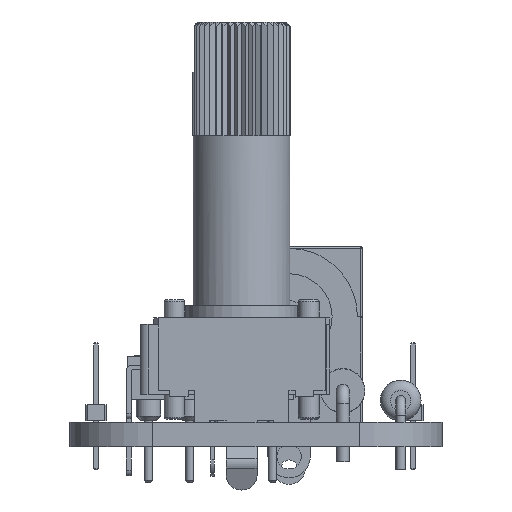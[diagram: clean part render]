
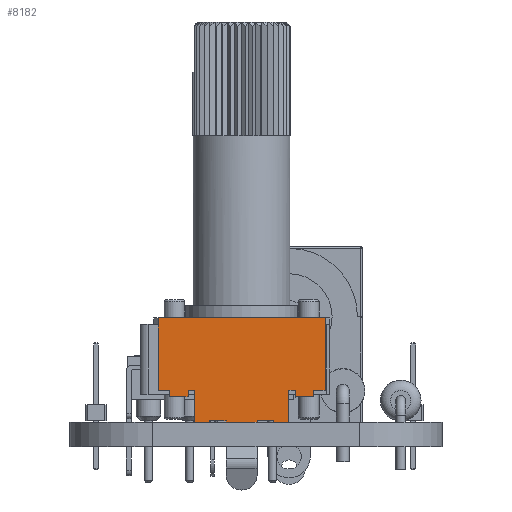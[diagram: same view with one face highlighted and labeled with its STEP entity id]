
A CAD part, front view. The second image highlights one B-rep face of the part: STEP entity #8182.
In plain terms, the highlighted face is planar.
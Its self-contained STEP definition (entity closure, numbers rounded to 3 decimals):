
#7239 = VERTEX_POINT('',#7240);
#7240 = CARTESIAN_POINT('',(4.821,2.545,-5.551));
#7321 = VERTEX_POINT('',#7322);
#7322 = CARTESIAN_POINT('',(4.821,2.545,4.711));
#7328 = EDGE_CURVE('',#7321,#7239,#7329,.T.);
#7329 = LINE('',#7330,#7331);
#7330 = CARTESIAN_POINT('',(4.821,2.545,-5.551));
#7331 = VECTOR('',#7332,1.);
#7332 = DIRECTION('',(-0.,-0.,-1.));
#8164 = VERTEX_POINT('',#8165);
#8165 = CARTESIAN_POINT('',(4.821,-1.906,4.711));
#8171 = EDGE_CURVE('',#7321,#8164,#8172,.T.);
#8172 = LINE('',#8173,#8174);
#8173 = CARTESIAN_POINT('',(4.821,2.545,4.711));
#8174 = VECTOR('',#8175,1.);
#8175 = DIRECTION('',(-0.,-1.,-0.));
#8182 = ADVANCED_FACE('',(#8183),#8361,.F.);
#8183 = FACE_BOUND('',#8184,.T.);
#8184 = EDGE_LOOP('',(#8185,#8195,#8203,#8211,#8219,#8227,#8235,#8243,
    #8251,#8259,#8267,#8275,#8283,#8289,#8290,#8291,#8299,#8307,#8315,
    #8323,#8331,#8339,#8347,#8355));
#8185 = ORIENTED_EDGE('',*,*,#8186,.T.);
#8186 = EDGE_CURVE('',#8187,#8189,#8191,.T.);
#8187 = VERTEX_POINT('',#8188);
#8188 = CARTESIAN_POINT('',(4.821,-3.783,0.531));
#8189 = VERTEX_POINT('',#8190);
#8190 = CARTESIAN_POINT('',(4.821,-4.675,0.531));
#8191 = LINE('',#8192,#8193);
#8192 = CARTESIAN_POINT('',(4.821,-3.783,0.531));
#8193 = VECTOR('',#8194,1.);
#8194 = DIRECTION('',(0.,-1.,0.));
#8195 = ORIENTED_EDGE('',*,*,#8196,.T.);
#8196 = EDGE_CURVE('',#8189,#8197,#8199,.T.);
#8197 = VERTEX_POINT('',#8198);
#8198 = CARTESIAN_POINT('',(4.821,-4.675,-1.371));
#8199 = LINE('',#8200,#8201);
#8200 = CARTESIAN_POINT('',(4.821,-4.675,-5.551));
#8201 = VECTOR('',#8202,1.);
#8202 = DIRECTION('',(-0.,-0.,-1.));
#8203 = ORIENTED_EDGE('',*,*,#8204,.T.);
#8204 = EDGE_CURVE('',#8197,#8205,#8207,.T.);
#8205 = VERTEX_POINT('',#8206);
#8206 = CARTESIAN_POINT('',(4.821,-3.783,-1.371));
#8207 = LINE('',#8208,#8209);
#8208 = CARTESIAN_POINT('',(4.821,-7.073,-1.371));
#8209 = VECTOR('',#8210,1.);
#8210 = DIRECTION('',(0.,1.,0.));
#8211 = ORIENTED_EDGE('',*,*,#8212,.T.);
#8212 = EDGE_CURVE('',#8205,#8213,#8215,.T.);
#8213 = VERTEX_POINT('',#8214);
#8214 = CARTESIAN_POINT('',(4.821,-3.783,-2.393));
#8215 = LINE('',#8216,#8217);
#8216 = CARTESIAN_POINT('',(4.821,-3.783,-1.371));
#8217 = VECTOR('',#8218,1.);
#8218 = DIRECTION('',(0.,0.,-1.));
#8219 = ORIENTED_EDGE('',*,*,#8220,.T.);
#8220 = EDGE_CURVE('',#8213,#8221,#8223,.T.);
#8221 = VERTEX_POINT('',#8222);
#8222 = CARTESIAN_POINT('',(4.821,-4.277,-2.393));
#8223 = LINE('',#8224,#8225);
#8224 = CARTESIAN_POINT('',(4.821,-3.783,-2.393));
#8225 = VECTOR('',#8226,1.);
#8226 = DIRECTION('',(0.,-1.,0.));
#8227 = ORIENTED_EDGE('',*,*,#8228,.T.);
#8228 = EDGE_CURVE('',#8221,#8229,#8231,.T.);
#8229 = VERTEX_POINT('',#8230);
#8230 = CARTESIAN_POINT('',(4.821,-4.277,-3.332));
#8231 = LINE('',#8232,#8233);
#8232 = CARTESIAN_POINT('',(4.821,-4.277,-2.393));
#8233 = VECTOR('',#8234,1.);
#8234 = DIRECTION('',(0.,0.,-1.));
#8235 = ORIENTED_EDGE('',*,*,#8236,.T.);
#8236 = EDGE_CURVE('',#8229,#8237,#8239,.T.);
#8237 = VERTEX_POINT('',#8238);
#8238 = CARTESIAN_POINT('',(4.821,-1.906,-3.332));
#8239 = LINE('',#8240,#8241);
#8240 = CARTESIAN_POINT('',(4.821,-4.277,-3.332));
#8241 = VECTOR('',#8242,1.);
#8242 = DIRECTION('',(0.,1.,0.));
#8243 = ORIENTED_EDGE('',*,*,#8244,.T.);
#8244 = EDGE_CURVE('',#8237,#8245,#8247,.T.);
#8245 = VERTEX_POINT('',#8246);
#8246 = CARTESIAN_POINT('',(4.821,-1.906,-3.708));
#8247 = LINE('',#8248,#8249);
#8248 = CARTESIAN_POINT('',(4.821,-1.906,-3.332));
#8249 = VECTOR('',#8250,1.);
#8250 = DIRECTION('',(0.,0.,-1.));
#8251 = ORIENTED_EDGE('',*,*,#8252,.T.);
#8252 = EDGE_CURVE('',#8245,#8253,#8255,.T.);
#8253 = VERTEX_POINT('',#8254);
#8254 = CARTESIAN_POINT('',(4.821,-2.295,-3.708));
#8255 = LINE('',#8256,#8257);
#8256 = CARTESIAN_POINT('',(4.821,-1.906,-3.708));
#8257 = VECTOR('',#8258,1.);
#8258 = DIRECTION('',(0.,-1.,0.));
#8259 = ORIENTED_EDGE('',*,*,#8260,.T.);
#8260 = EDGE_CURVE('',#8253,#8261,#8263,.T.);
#8261 = VERTEX_POINT('',#8262);
#8262 = CARTESIAN_POINT('',(4.821,-2.295,-4.834));
#8263 = LINE('',#8264,#8265);
#8264 = CARTESIAN_POINT('',(4.821,-2.295,-3.708));
#8265 = VECTOR('',#8266,1.);
#8266 = DIRECTION('',(0.,0.,-1.));
#8267 = ORIENTED_EDGE('',*,*,#8268,.T.);
#8268 = EDGE_CURVE('',#8261,#8269,#8271,.T.);
#8269 = VERTEX_POINT('',#8270);
#8270 = CARTESIAN_POINT('',(4.821,-1.906,-4.834));
#8271 = LINE('',#8272,#8273);
#8272 = CARTESIAN_POINT('',(4.821,-2.295,-4.834));
#8273 = VECTOR('',#8274,1.);
#8274 = DIRECTION('',(0.,1.,0.));
#8275 = ORIENTED_EDGE('',*,*,#8276,.T.);
#8276 = EDGE_CURVE('',#8269,#8277,#8279,.T.);
#8277 = VERTEX_POINT('',#8278);
#8278 = CARTESIAN_POINT('',(4.821,-1.906,-5.551));
#8279 = LINE('',#8280,#8281);
#8280 = CARTESIAN_POINT('',(4.821,-1.906,-4.834));
#8281 = VECTOR('',#8282,1.);
#8282 = DIRECTION('',(0.,0.,-1.));
#8283 = ORIENTED_EDGE('',*,*,#8284,.F.);
#8284 = EDGE_CURVE('',#7239,#8277,#8285,.T.);
#8285 = LINE('',#8286,#8287);
#8286 = CARTESIAN_POINT('',(4.821,2.545,-5.551));
#8287 = VECTOR('',#8288,1.);
#8288 = DIRECTION('',(-0.,-1.,-0.));
#8289 = ORIENTED_EDGE('',*,*,#7328,.F.);
#8290 = ORIENTED_EDGE('',*,*,#8171,.T.);
#8291 = ORIENTED_EDGE('',*,*,#8292,.T.);
#8292 = EDGE_CURVE('',#8164,#8293,#8295,.T.);
#8293 = VERTEX_POINT('',#8294);
#8294 = CARTESIAN_POINT('',(4.821,-1.906,3.994));
#8295 = LINE('',#8296,#8297);
#8296 = CARTESIAN_POINT('',(4.821,-1.906,4.711));
#8297 = VECTOR('',#8298,1.);
#8298 = DIRECTION('',(0.,0.,-1.));
#8299 = ORIENTED_EDGE('',*,*,#8300,.T.);
#8300 = EDGE_CURVE('',#8293,#8301,#8303,.T.);
#8301 = VERTEX_POINT('',#8302);
#8302 = CARTESIAN_POINT('',(4.821,-2.295,3.994));
#8303 = LINE('',#8304,#8305);
#8304 = CARTESIAN_POINT('',(4.821,-1.906,3.994));
#8305 = VECTOR('',#8306,1.);
#8306 = DIRECTION('',(0.,-1.,0.));
#8307 = ORIENTED_EDGE('',*,*,#8308,.T.);
#8308 = EDGE_CURVE('',#8301,#8309,#8311,.T.);
#8309 = VERTEX_POINT('',#8310);
#8310 = CARTESIAN_POINT('',(4.821,-2.295,2.868));
#8311 = LINE('',#8312,#8313);
#8312 = CARTESIAN_POINT('',(4.821,-2.295,3.994));
#8313 = VECTOR('',#8314,1.);
#8314 = DIRECTION('',(0.,0.,-1.));
#8315 = ORIENTED_EDGE('',*,*,#8316,.T.);
#8316 = EDGE_CURVE('',#8309,#8317,#8319,.T.);
#8317 = VERTEX_POINT('',#8318);
#8318 = CARTESIAN_POINT('',(4.821,-1.906,2.868));
#8319 = LINE('',#8320,#8321);
#8320 = CARTESIAN_POINT('',(4.821,-2.295,2.868));
#8321 = VECTOR('',#8322,1.);
#8322 = DIRECTION('',(0.,1.,0.));
#8323 = ORIENTED_EDGE('',*,*,#8324,.T.);
#8324 = EDGE_CURVE('',#8317,#8325,#8327,.T.);
#8325 = VERTEX_POINT('',#8326);
#8326 = CARTESIAN_POINT('',(4.821,-1.906,2.492));
#8327 = LINE('',#8328,#8329);
#8328 = CARTESIAN_POINT('',(4.821,-1.906,2.868));
#8329 = VECTOR('',#8330,1.);
#8330 = DIRECTION('',(0.,0.,-1.));
#8331 = ORIENTED_EDGE('',*,*,#8332,.T.);
#8332 = EDGE_CURVE('',#8325,#8333,#8335,.T.);
#8333 = VERTEX_POINT('',#8334);
#8334 = CARTESIAN_POINT('',(4.821,-4.277,2.492));
#8335 = LINE('',#8336,#8337);
#8336 = CARTESIAN_POINT('',(4.821,-1.906,2.492));
#8337 = VECTOR('',#8338,1.);
#8338 = DIRECTION('',(0.,-1.,0.));
#8339 = ORIENTED_EDGE('',*,*,#8340,.T.);
#8340 = EDGE_CURVE('',#8333,#8341,#8343,.T.);
#8341 = VERTEX_POINT('',#8342);
#8342 = CARTESIAN_POINT('',(4.821,-4.277,1.553));
#8343 = LINE('',#8344,#8345);
#8344 = CARTESIAN_POINT('',(4.821,-4.277,2.492));
#8345 = VECTOR('',#8346,1.);
#8346 = DIRECTION('',(0.,0.,-1.));
#8347 = ORIENTED_EDGE('',*,*,#8348,.T.);
#8348 = EDGE_CURVE('',#8341,#8349,#8351,.T.);
#8349 = VERTEX_POINT('',#8350);
#8350 = CARTESIAN_POINT('',(4.821,-3.783,1.553));
#8351 = LINE('',#8352,#8353);
#8352 = CARTESIAN_POINT('',(4.821,-4.277,1.553));
#8353 = VECTOR('',#8354,1.);
#8354 = DIRECTION('',(0.,1.,0.));
#8355 = ORIENTED_EDGE('',*,*,#8356,.T.);
#8356 = EDGE_CURVE('',#8349,#8187,#8357,.T.);
#8357 = LINE('',#8358,#8359);
#8358 = CARTESIAN_POINT('',(4.821,-3.783,1.553));
#8359 = VECTOR('',#8360,1.);
#8360 = DIRECTION('',(0.,0.,-1.));
#8361 = PLANE('',#8362);
#8362 = AXIS2_PLACEMENT_3D('',#8363,#8364,#8365);
#8363 = CARTESIAN_POINT('',(4.821,2.545,-5.551));
#8364 = DIRECTION('',(-1.,0.,0.));
#8365 = DIRECTION('',(0.,0.,1.));
